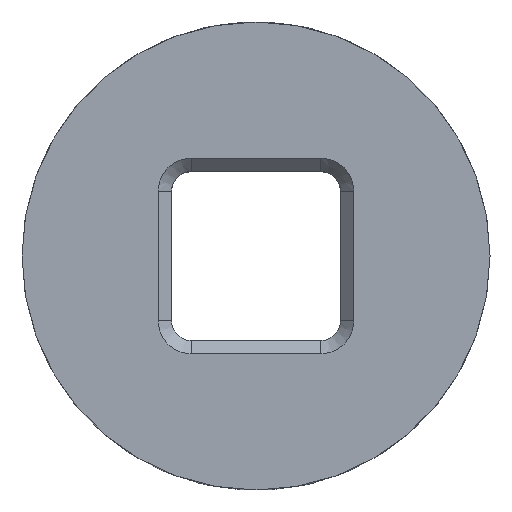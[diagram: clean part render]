
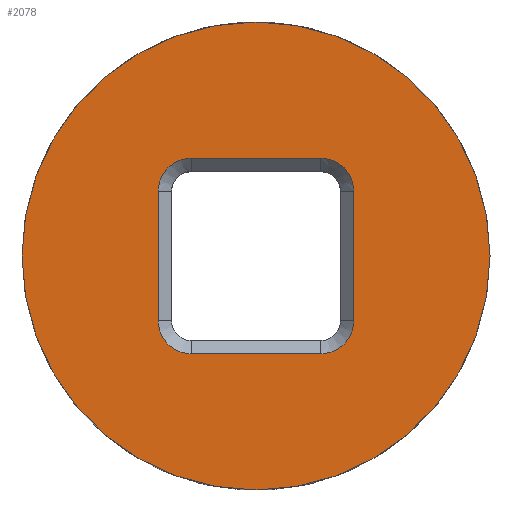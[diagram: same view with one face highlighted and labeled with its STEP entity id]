
A CAD part, top view. The second image highlights one B-rep face of the part: STEP entity #2078.
In plain terms, the highlighted planar face has unit normal (0, 0, 1).
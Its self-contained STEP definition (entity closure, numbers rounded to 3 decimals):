
#18 = ORIENTED_EDGE ( 'NONE', *, *, #1473, .T. ) ;
#29 = VERTEX_POINT ( 'NONE', #453 ) ;
#90 = CARTESIAN_POINT ( 'NONE',  ( 0., 0., 5.545 ) ) ;
#92 = VECTOR ( 'NONE', #1563, 1000. ) ;
#109 = EDGE_CURVE ( 'NONE', #764, #2117, #1959, .T. ) ;
#161 = CARTESIAN_POINT ( 'NONE',  ( -8.89, 0., 5.545 ) ) ;
#171 = FACE_OUTER_BOUND ( 'NONE', #1142, .T. ) ;
#195 = ORIENTED_EDGE ( 'NONE', *, *, #1409, .T. ) ;
#197 = CIRCLE ( 'NONE', #389, 1.25 ) ;
#199 = VERTEX_POINT ( 'NONE', #649 ) ;
#205 = DIRECTION ( 'NONE',  ( 1., 0., 0. ) ) ;
#216 = DIRECTION ( 'NONE',  ( 0., 0., -1. ) ) ;
#276 = VERTEX_POINT ( 'NONE', #332 ) ;
#332 = CARTESIAN_POINT ( 'NONE',  ( 2.463, 3.713, 5.545 ) ) ;
#348 = AXIS2_PLACEMENT_3D ( 'NONE', #90, #1426, #430 ) ;
#367 = CARTESIAN_POINT ( 'NONE',  ( 0., 0., 5.545 ) ) ;
#389 = AXIS2_PLACEMENT_3D ( 'NONE', #2072, #1903, #912 ) ;
#409 = ORIENTED_EDGE ( 'NONE', *, *, #806, .T. ) ;
#430 = DIRECTION ( 'NONE',  ( 1., 0., 0. ) ) ;
#435 = DIRECTION ( 'NONE',  ( 1., 0., 0. ) ) ;
#453 = CARTESIAN_POINT ( 'NONE',  ( 3.713, 2.463, 5.545 ) ) ;
#494 = VECTOR ( 'NONE', #1661, 1000. ) ;
#498 = ORIENTED_EDGE ( 'NONE', *, *, #652, .T. ) ;
#649 = CARTESIAN_POINT ( 'NONE',  ( -2.463, -3.713, 5.545 ) ) ;
#652 = EDGE_CURVE ( 'NONE', #29, #1790, #1628, .T. ) ;
#662 = DIRECTION ( 'NONE',  ( 1., 0., 0. ) ) ;
#693 = DIRECTION ( 'NONE',  ( 1., 0., 0. ) ) ;
#709 = ORIENTED_EDGE ( 'NONE', *, *, #1106, .T. ) ;
#753 = EDGE_CURVE ( 'NONE', #1299, #1807, #1218, .T. ) ;
#764 = VERTEX_POINT ( 'NONE', #161 ) ;
#784 = AXIS2_PLACEMENT_3D ( 'NONE', #979, #810, #1795 ) ;
#799 = DIRECTION ( 'NONE',  ( 0., 0., -1. ) ) ;
#806 = EDGE_CURVE ( 'NONE', #199, #1299, #1335, .T. ) ;
#810 = DIRECTION ( 'NONE',  ( 0., 0., 1. ) ) ;
#863 = EDGE_CURVE ( 'NONE', #1807, #1139, #1726, .T. ) ;
#875 = EDGE_CURVE ( 'NONE', #2117, #764, #897, .T. ) ;
#897 = CIRCLE ( 'NONE', #1602, 8.89 ) ;
#912 = DIRECTION ( 'NONE',  ( 1., 0., 0. ) ) ;
#979 = CARTESIAN_POINT ( 'NONE',  ( 0., 0., 5.545 ) ) ;
#1008 = CARTESIAN_POINT ( 'NONE',  ( -2.463, -2.463, 5.545 ) ) ;
#1026 = EDGE_CURVE ( 'NONE', #1790, #1261, #197, .T. ) ;
#1051 = CARTESIAN_POINT ( 'NONE',  ( -3.713, -2.463, 5.545 ) ) ;
#1084 = CARTESIAN_POINT ( 'NONE',  ( 2.463, 3.713, 5.545 ) ) ;
#1106 = EDGE_CURVE ( 'NONE', #276, #29, #1956, .T. ) ;
#1139 = VERTEX_POINT ( 'NONE', #1475 ) ;
#1142 = EDGE_LOOP ( 'NONE', ( #1243, #1630 ) ) ;
#1147 = ORIENTED_EDGE ( 'NONE', *, *, #753, .T. ) ;
#1150 = CARTESIAN_POINT ( 'NONE',  ( 2.463, 2.463, 5.545 ) ) ;
#1159 = CARTESIAN_POINT ( 'NONE',  ( -3.713, 2.463, 5.545 ) ) ;
#1168 = AXIS2_PLACEMENT_3D ( 'NONE', #1008, #1670, #662 ) ;
#1198 = ORIENTED_EDGE ( 'NONE', *, *, #1026, .T. ) ;
#1218 = LINE ( 'NONE', #1159, #494 ) ;
#1241 = DIRECTION ( 'NONE',  ( 1., 0., 0. ) ) ;
#1243 = ORIENTED_EDGE ( 'NONE', *, *, #109, .T. ) ;
#1261 = VERTEX_POINT ( 'NONE', #2025 ) ;
#1292 = ORIENTED_EDGE ( 'NONE', *, *, #863, .T. ) ;
#1299 = VERTEX_POINT ( 'NONE', #1051 ) ;
#1331 = AXIS2_PLACEMENT_3D ( 'NONE', #1150, #799, #435 ) ;
#1335 = CIRCLE ( 'NONE', #1168, 1.25 ) ;
#1368 = CARTESIAN_POINT ( 'NONE',  ( 3.713, -2.463, 5.545 ) ) ;
#1371 = EDGE_LOOP ( 'NONE', ( #1198, #18, #409, #1147, #1292, #195, #709, #498 ) ) ;
#1394 = AXIS2_PLACEMENT_3D ( 'NONE', #1711, #216, #693 ) ;
#1409 = EDGE_CURVE ( 'NONE', #1139, #276, #1932, .T. ) ;
#1426 = DIRECTION ( 'NONE',  ( 0., 0., 1. ) ) ;
#1473 = EDGE_CURVE ( 'NONE', #1261, #199, #1984, .T. ) ;
#1475 = CARTESIAN_POINT ( 'NONE',  ( -2.463, 3.713, 5.545 ) ) ;
#1531 = VECTOR ( 'NONE', #2013, 1000. ) ;
#1563 = DIRECTION ( 'NONE',  ( -1., 0., 0. ) ) ;
#1586 = CARTESIAN_POINT ( 'NONE',  ( -2.463, -3.713, 5.545 ) ) ;
#1602 = AXIS2_PLACEMENT_3D ( 'NONE', #367, #2018, #205 ) ;
#1628 = LINE ( 'NONE', #1368, #1531 ) ;
#1630 = ORIENTED_EDGE ( 'NONE', *, *, #875, .T. ) ;
#1661 = DIRECTION ( 'NONE',  ( 0., 1., 0. ) ) ;
#1670 = DIRECTION ( 'NONE',  ( 0., 0., -1. ) ) ;
#1711 = CARTESIAN_POINT ( 'NONE',  ( -2.463, 2.463, 5.545 ) ) ;
#1726 = CIRCLE ( 'NONE', #1394, 1.25 ) ;
#1748 = CARTESIAN_POINT ( 'NONE',  ( -3.713, 2.463, 5.545 ) ) ;
#1790 = VERTEX_POINT ( 'NONE', #2081 ) ;
#1795 = DIRECTION ( 'NONE',  ( 1., 0., 0. ) ) ;
#1807 = VERTEX_POINT ( 'NONE', #1748 ) ;
#1903 = DIRECTION ( 'NONE',  ( 0., 0., -1. ) ) ;
#1932 = LINE ( 'NONE', #1084, #2056 ) ;
#1956 = CIRCLE ( 'NONE', #1331, 1.25 ) ;
#1959 = CIRCLE ( 'NONE', #348, 8.89 ) ;
#1962 = CARTESIAN_POINT ( 'NONE',  ( 8.89, 0., 5.545 ) ) ;
#1984 = LINE ( 'NONE', #1586, #92 ) ;
#2013 = DIRECTION ( 'NONE',  ( 0., -1., 0. ) ) ;
#2018 = DIRECTION ( 'NONE',  ( 0., 0., 1. ) ) ;
#2025 = CARTESIAN_POINT ( 'NONE',  ( 2.463, -3.713, 5.545 ) ) ;
#2050 = FACE_BOUND ( 'NONE', #1371, .T. ) ;
#2056 = VECTOR ( 'NONE', #1241, 1000. ) ;
#2072 = CARTESIAN_POINT ( 'NONE',  ( 2.463, -2.463, 5.545 ) ) ;
#2078 = ADVANCED_FACE ( 'NONE', ( #2050, #171 ), #2127, .T. ) ;
#2081 = CARTESIAN_POINT ( 'NONE',  ( 3.713, -2.463, 5.545 ) ) ;
#2117 = VERTEX_POINT ( 'NONE', #1962 ) ;
#2127 = PLANE ( 'NONE',  #784 ) ;
